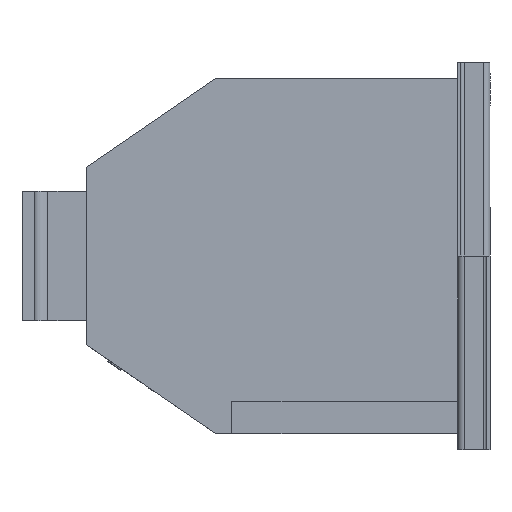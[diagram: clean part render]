
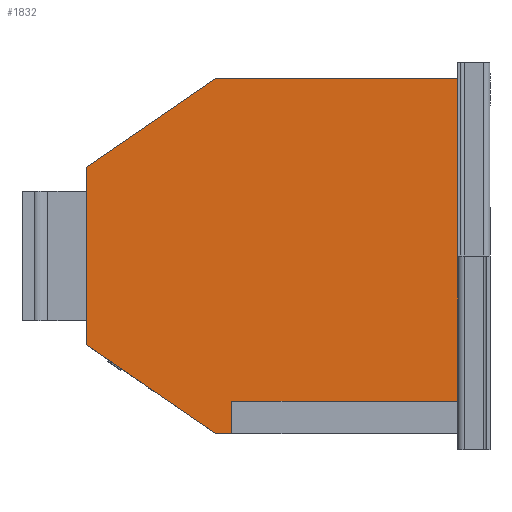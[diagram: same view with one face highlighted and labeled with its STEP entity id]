
A CAD part, left-side view. The second image highlights one B-rep face of the part: STEP entity #1832.
In plain terms, the highlighted planar face has unit normal (-1, 0, 0).
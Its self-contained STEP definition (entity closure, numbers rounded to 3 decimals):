
#469 = DIRECTION ( 'NONE',  ( 0., -0.824, 0.567 ) ) ;
#520 = CARTESIAN_POINT ( 'NONE',  ( -15.966, 142.022, 249.551 ) ) ;
#591 = EDGE_CURVE ( 'NONE', #7346, #13020, #1733, .T. ) ;
#975 = DIRECTION ( 'NONE',  ( 0., -1., 0. ) ) ;
#1332 = ORIENTED_EDGE ( 'NONE', *, *, #9129, .F. ) ;
#1733 = LINE ( 'NONE', #6437, #7910 ) ;
#1777 = CARTESIAN_POINT ( 'NONE',  ( -15.966, 102.022, 139.551 ) ) ;
#1825 = VECTOR ( 'NONE', #8215, 1000. ) ;
#1832 = ADVANCED_FACE ( 'NONE', ( #2341 ), #7041, .F. ) ;
#1889 = VECTOR ( 'NONE', #469, 1000. ) ;
#2341 = FACE_OUTER_BOUND ( 'NONE', #12950, .T. ) ;
#2972 = VERTEX_POINT ( 'NONE', #9546 ) ;
#3139 = LINE ( 'NONE', #7838, #11045 ) ;
#3538 = CARTESIAN_POINT ( 'NONE',  ( -15.966, 97.022, 149.551 ) ) ;
#3551 = DIRECTION ( 'NONE',  ( 0., 0., 1. ) ) ;
#3843 = DIRECTION ( 'NONE',  ( 0., 0., 1. ) ) ;
#3888 = DIRECTION ( 'NONE',  ( 0., 0., -1. ) ) ;
#4813 = CARTESIAN_POINT ( 'NONE',  ( -15.966, 142.022, 249.551 ) ) ;
#4944 = ORIENTED_EDGE ( 'NONE', *, *, #6593, .F. ) ;
#5184 = DIRECTION ( 'NONE',  ( 0., -1., 0. ) ) ;
#5627 = EDGE_CURVE ( 'NONE', #2972, #12786, #9694, .T. ) ;
#5879 = CARTESIAN_POINT ( 'NONE',  ( -15.966, 27.022, 249.551 ) ) ;
#6033 = VERTEX_POINT ( 'NONE', #13943 ) ;
#6154 = ORIENTED_EDGE ( 'NONE', *, *, #10429, .F. ) ;
#6297 = LINE ( 'NONE', #10972, #1889 ) ;
#6437 = CARTESIAN_POINT ( 'NONE',  ( -15.966, 97.022, 139.551 ) ) ;
#6593 = EDGE_CURVE ( 'NONE', #6033, #12786, #11033, .T. ) ;
#6657 = VERTEX_POINT ( 'NONE', #14667 ) ;
#6825 = LINE ( 'NONE', #11505, #11782 ) ;
#6833 = VERTEX_POINT ( 'NONE', #1777 ) ;
#7041 = PLANE ( 'NONE',  #7526 ) ;
#7143 = ORIENTED_EDGE ( 'NONE', *, *, #12332, .T. ) ;
#7346 = VERTEX_POINT ( 'NONE', #13537 ) ;
#7526 = AXIS2_PLACEMENT_3D ( 'NONE', #4813, #9494, #14142 ) ;
#7838 = CARTESIAN_POINT ( 'NONE',  ( -15.966, 142.022, 167.051 ) ) ;
#7909 = EDGE_CURVE ( 'NONE', #7346, #2972, #14020, .T. ) ;
#7910 = VECTOR ( 'NONE', #3888, 1000. ) ;
#8215 = DIRECTION ( 'NONE',  ( 0., -1., 0. ) ) ;
#9129 = EDGE_CURVE ( 'NONE', #10200, #6033, #6297, .T. ) ;
#9375 = LINE ( 'NONE', #14034, #14888 ) ;
#9494 = DIRECTION ( 'NONE',  ( 1., 0., 0. ) ) ;
#9546 = CARTESIAN_POINT ( 'NONE',  ( -15.966, 27.022, 149.551 ) ) ;
#9686 = VECTOR ( 'NONE', #5184, 1000. ) ;
#9694 = LINE ( 'NONE', #14328, #12039 ) ;
#9810 = ORIENTED_EDGE ( 'NONE', *, *, #5627, .T. ) ;
#9912 = CARTESIAN_POINT ( 'NONE',  ( -15.966, 97.022, 139.551 ) ) ;
#10200 = VERTEX_POINT ( 'NONE', #14583 ) ;
#10429 = EDGE_CURVE ( 'NONE', #6657, #10200, #9375, .T. ) ;
#10605 = ORIENTED_EDGE ( 'NONE', *, *, #7909, .T. ) ;
#10972 = CARTESIAN_POINT ( 'NONE',  ( -15.966, 142.022, 222.051 ) ) ;
#11033 = LINE ( 'NONE', #520, #9686 ) ;
#11045 = VECTOR ( 'NONE', #12526, 1000. ) ;
#11143 = ORIENTED_EDGE ( 'NONE', *, *, #591, .F. ) ;
#11505 = CARTESIAN_POINT ( 'NONE',  ( -15.966, 142.022, 139.551 ) ) ;
#11782 = VECTOR ( 'NONE', #975, 1000. ) ;
#11967 = EDGE_CURVE ( 'NONE', #6833, #6657, #3139, .T. ) ;
#12039 = VECTOR ( 'NONE', #3843, 1000. ) ;
#12332 = EDGE_CURVE ( 'NONE', #6833, #13020, #6825, .T. ) ;
#12526 = DIRECTION ( 'NONE',  ( 0., 0.824, 0.567 ) ) ;
#12612 = ORIENTED_EDGE ( 'NONE', *, *, #11967, .F. ) ;
#12786 = VERTEX_POINT ( 'NONE', #5879 ) ;
#12950 = EDGE_LOOP ( 'NONE', ( #11143, #10605, #9810, #4944, #1332, #6154, #12612, #7143 ) ) ;
#13020 = VERTEX_POINT ( 'NONE', #9912 ) ;
#13537 = CARTESIAN_POINT ( 'NONE',  ( -15.966, 97.022, 149.551 ) ) ;
#13943 = CARTESIAN_POINT ( 'NONE',  ( -15.966, 102.022, 249.551 ) ) ;
#14020 = LINE ( 'NONE', #3538, #1825 ) ;
#14034 = CARTESIAN_POINT ( 'NONE',  ( -15.966, 142.022, 249.551 ) ) ;
#14142 = DIRECTION ( 'NONE',  ( 0., 0., -1. ) ) ;
#14328 = CARTESIAN_POINT ( 'NONE',  ( -15.966, 27.022, 249.551 ) ) ;
#14583 = CARTESIAN_POINT ( 'NONE',  ( -15.966, 142.022, 222.051 ) ) ;
#14667 = CARTESIAN_POINT ( 'NONE',  ( -15.966, 142.022, 167.051 ) ) ;
#14888 = VECTOR ( 'NONE', #3551, 1000. ) ;
